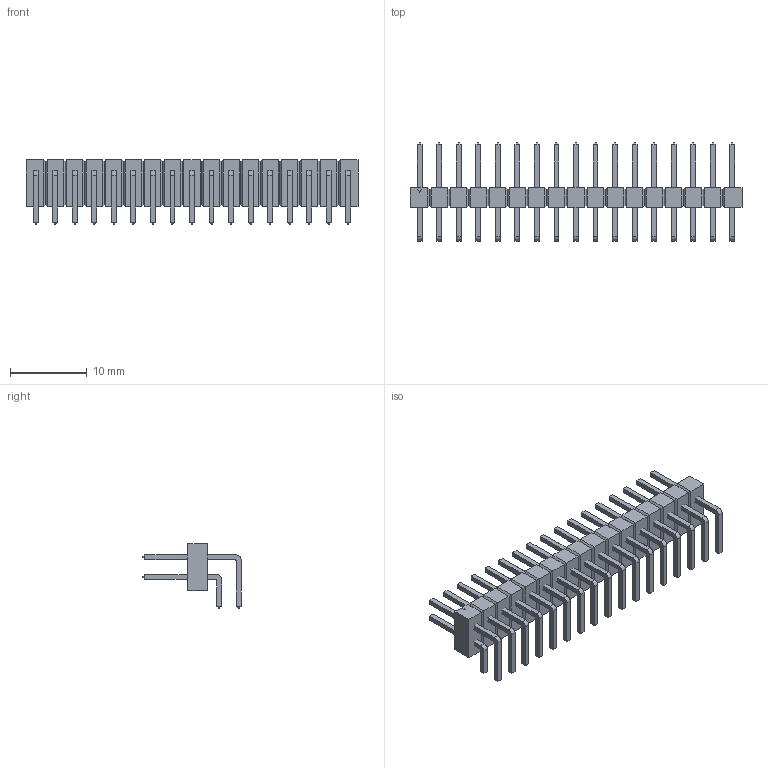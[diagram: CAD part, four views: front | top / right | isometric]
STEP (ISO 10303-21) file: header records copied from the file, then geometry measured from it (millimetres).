
FILE_DESCRIPTION(('FreeCAD Model'),'2;1');
FILE_NAME('4640390.1.1.stp','2020-04-11T12:14:42',( 'Author'),(''),'Open CASCADE STEP processor 6.9','FreeCAD','Unknown' );
FILE_SCHEMA(('AUTOMOTIVE_DESIGN { 1 0 10303 214 1 1 1 1 }'));
Length unit declared in the file: millimetre
Products named in the file (4): ASSEMBLY; Body; LeadsArray
Assembly tree (3 placements, depth 2):
  ASSEMBLY
    Body
    LeadsArray
    LeadsArray
Bounding box: 43.18 x 12.76 x 8.39 mm (x, y, z)
Volume: 879.8 mm3; surface area: 2240.1 mm2
Topology: 35 solids, 35 shells, 813 faces, 1765 edges, 1022 vertices
Faces by surface type: plane 745, cylinder 68
Entity records: 44392 total; most frequent: CARTESIAN_POINT 7798, DIRECTION 6741, LINE 4767, VECTOR 4767, ORIENTED_EDGE 3530, PCURVE 3530, DEFINITIONAL_REPRESENTATION 3530, EDGE_CURVE 1765
